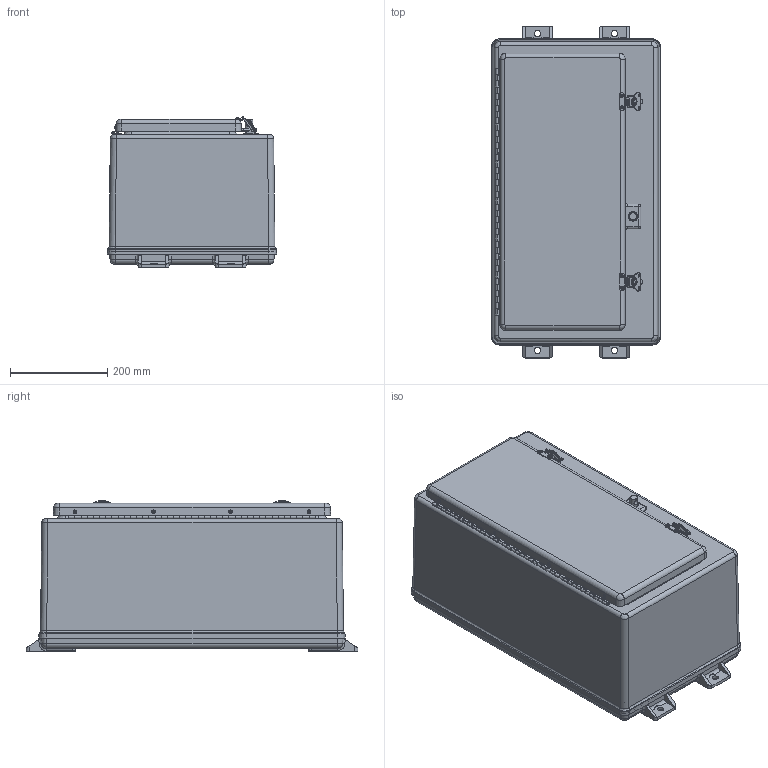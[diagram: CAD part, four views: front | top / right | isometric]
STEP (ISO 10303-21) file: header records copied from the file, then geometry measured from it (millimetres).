
FILE_DESCRIPTION (( 'STEP AP214' ), '1' );
FILE_NAME ('T241210HWT.STEP', '2018-11-08T00:31:30', ( '' ), ( '' ), 'SwSTEP 2.0', 'SolidWorks 2018', '' );
FILE_SCHEMA (( 'AUTOMOTIVE_DESIGN' ));
Length unit declared in the file: inch
Products named in the file (1): T241210HWT
Bounding box: 348.46 x 684.21 x 310.01 mm (x, y, z)
Volume: 5415035.8 mm3; surface area: 2276361.6 mm2
Topology: 38 solids, 38 shells, 1140 faces, 2776 edges, 1717 vertices
Faces by surface type: cylinder 446, plane 443, bspline 181, cone 38, torus 32
Full cylindrical faces by diameter (mm): 1.587 x4, 1.588 x4, 1.651 x8, 3.175 x41, 3.302 x36, 3.429 x4, 3.5 x4, 3.556 x8, 3.683 x2, 3.969 x4, 4.763 x4, 5.08 x4, 5.105 x1, 5.11 x1, 6.35 x1, 7.137 x4, 7.544 x8, 8.64 x2, 10.312 x1, 12.954 x2, 12.959 x2, 14.3 x4
Entity records: 57498 total; most frequent: CARTESIAN_POINT 17014, ORIENTED_EDGE 5056, DIRECTION 4923, EDGE_CURVE 2528, AXIS2_PLACEMENT_3D 1822, VERTEX_POINT 1691, EDGE_LOOP 1591, FACE_OUTER_BOUND 1326
